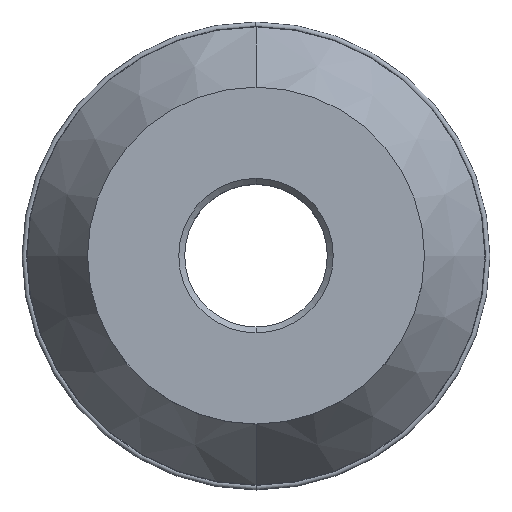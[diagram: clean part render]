
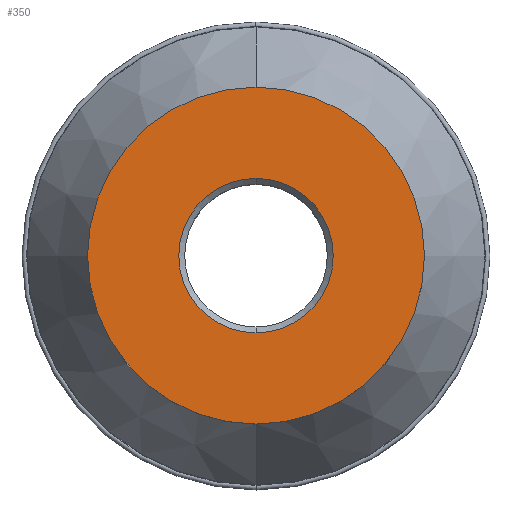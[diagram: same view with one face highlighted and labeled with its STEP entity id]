
A CAD part, top view. The second image highlights one B-rep face of the part: STEP entity #350.
In plain terms, the highlighted planar face has unit normal (0, 0, 1).
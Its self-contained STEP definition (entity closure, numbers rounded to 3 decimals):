
#196=EDGE_CURVE('',#384,#248,#521,.T.);
#248=VERTEX_POINT('',#576);
#320=VERTEX_POINT('',#657);
#350=ADVANCED_FACE('',(#690,#691),#692,.T.);
#370=EDGE_CURVE('',#248,#384,#714,.T.);
#384=VERTEX_POINT('',#732);
#396=EDGE_CURVE('',#434,#320,#745,.T.);
#434=VERTEX_POINT('',#784);
#466=EDGE_CURVE('',#320,#434,#821,.T.);
#521=CIRCLE('',#877,45.0);
#576=CARTESIAN_POINT('',(0.,-45.0,0.0));
#657=CARTESIAN_POINT('',(0.0,20.638,0.0));
#690=FACE_BOUND('',#1091,.T.);
#691=FACE_OUTER_BOUND('',#1092,.T.);
#692=PLANE('',#1093);
#714=CIRCLE('',#1120,45.0);
#732=CARTESIAN_POINT('',(0.0,45.0,0.0));
#745=CIRCLE('',#1157,20.638);
#784=CARTESIAN_POINT('',(0.,-20.638,0.0));
#821=CIRCLE('',#1259,20.638);
#877=AXIS2_PLACEMENT_3D('',#1306,#1307,#1308);
#1091=EDGE_LOOP('',(#1520,#1521));
#1092=EDGE_LOOP('',(#1522,#1523));
#1093=AXIS2_PLACEMENT_3D('',#1524,#1525,#1526);
#1120=AXIS2_PLACEMENT_3D('',#1553,#1554,#1555);
#1157=AXIS2_PLACEMENT_3D('',#1603,#1604,#1605);
#1259=AXIS2_PLACEMENT_3D('',#1700,#1701,#1702);
#1306=CARTESIAN_POINT('',(0.0,0.0,0.0));
#1307=DIRECTION('',(0.0,0.0,-1.0));
#1308=DIRECTION('',(0.0,1.0,0.0));
#1520=ORIENTED_EDGE('',*,*,#466,.T.);
#1521=ORIENTED_EDGE('',*,*,#396,.T.);
#1522=ORIENTED_EDGE('',*,*,#196,.F.);
#1523=ORIENTED_EDGE('',*,*,#370,.F.);
#1524=CARTESIAN_POINT('',(0.0,22.5,0.0));
#1525=DIRECTION('',(-0.0,0.0,1.0));
#1526=DIRECTION('',(0.0,-1.0,0.0));
#1553=CARTESIAN_POINT('',(0.0,0.0,0.0));
#1554=DIRECTION('',(0.0,0.0,-1.0));
#1555=DIRECTION('',(0.0,1.0,0.0));
#1603=CARTESIAN_POINT('',(0.0,0.0,0.0));
#1604=DIRECTION('',(-0.0,0.0,-1.0));
#1605=DIRECTION('',(0.0,1.0,0.0));
#1700=CARTESIAN_POINT('',(0.0,0.0,0.0));
#1701=DIRECTION('',(-0.0,0.0,-1.0));
#1702=DIRECTION('',(0.0,1.0,0.0));
